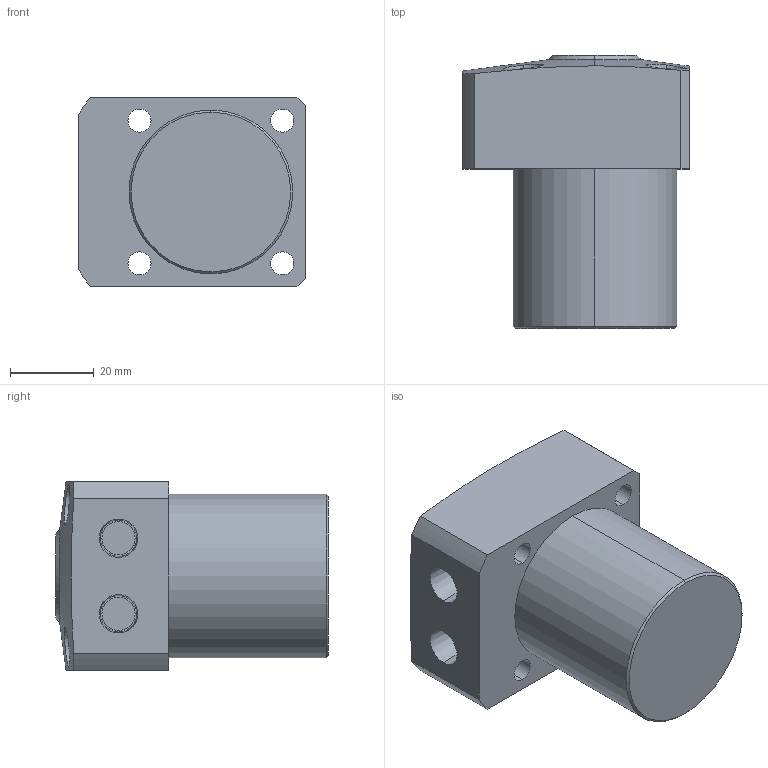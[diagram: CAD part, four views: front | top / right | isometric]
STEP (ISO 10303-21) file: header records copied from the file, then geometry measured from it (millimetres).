
FILE_DESCRIPTION (( 'STEP AP203' ), '1' );
FILE_NAME ('FP0390-S.STEP', '2019-09-24T03:24:34', ( '微软用户' ), ( '微软中国' ), 'SwSTEP 2.0', 'SolidWorks 2012', '' );
FILE_SCHEMA (( 'CONFIG_CONTROL_DESIGN' ));
Length unit declared in the file: millimetre
Products named in the file (1): FP0390-S
Bounding box: 54 x 65 x 45 mm (x, y, z)
Volume: 100590.2 mm3; surface area: 16487.9 mm2
Topology: 1 solids, 1 shells, 58 faces, 130 edges, 84 vertices
Faces by surface type: cylinder 26, plane 18, cone 12, torus 2
Entity records: 2013 total; most frequent: CARTESIAN_POINT 591, DIRECTION 296, ORIENTED_EDGE 260, EDGE_CURVE 130, AXIS2_PLACEMENT_3D 123, VERTEX_POINT 84, EDGE_LOOP 76, CIRCLE 64
